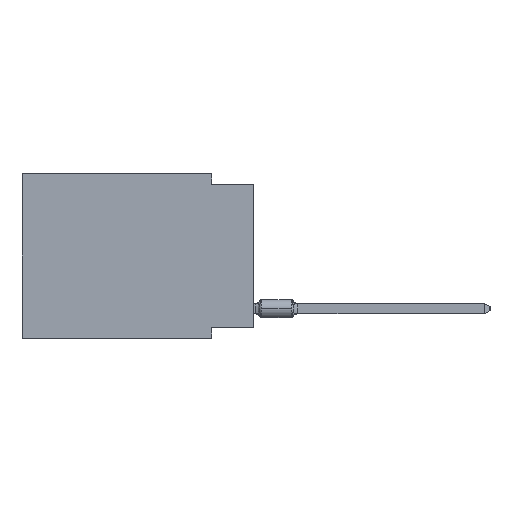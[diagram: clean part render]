
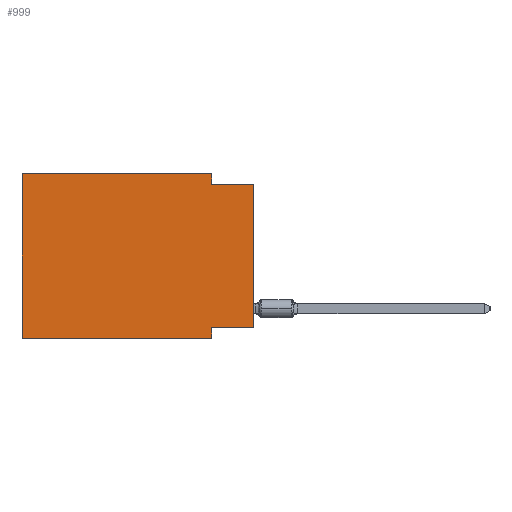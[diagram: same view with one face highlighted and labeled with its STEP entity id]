
A CAD part, left-side view. The second image highlights one B-rep face of the part: STEP entity #999.
In plain terms, the highlighted planar face has unit normal (-1, 0, 0).
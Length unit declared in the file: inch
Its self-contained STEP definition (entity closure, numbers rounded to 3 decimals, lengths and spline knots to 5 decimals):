
#692 = ORIENTED_EDGE ( 'NONE', *, *, #8491, .F. ) ;
#908 = LINE ( 'NONE', #13303, #25381 ) ;
#999 = ADVANCED_FACE ( 'NONE', ( #37518 ), #11931, .F. ) ;
#1500 = LINE ( 'NONE', #25896, #39832 ) ;
#2221 = CARTESIAN_POINT ( 'NONE',  ( 0., 0.55, -0.39 ) ) ;
#2760 = ORIENTED_EDGE ( 'NONE', *, *, #25751, .F. ) ;
#2787 = DIRECTION ( 'NONE',  ( 1., 0., 0. ) ) ;
#3220 = VERTEX_POINT ( 'NONE', #10595 ) ;
#4515 = EDGE_CURVE ( 'NONE', #8112, #6558, #908, .T. ) ;
#5675 = VERTEX_POINT ( 'NONE', #16367 ) ;
#6065 = CARTESIAN_POINT ( 'NONE',  ( 0., 0., -0.025 ) ) ;
#6418 = DIRECTION ( 'NONE',  ( 0., 0., -1. ) ) ;
#6558 = VERTEX_POINT ( 'NONE', #14023 ) ;
#7547 = CARTESIAN_POINT ( 'NONE',  ( 0., 0.1, 0. ) ) ;
#7672 = VECTOR ( 'NONE', #34170, 39.37008 ) ;
#8112 = VERTEX_POINT ( 'NONE', #11301 ) ;
#8491 = EDGE_CURVE ( 'NONE', #6558, #26053, #1500, .T. ) ;
#9508 = VECTOR ( 'NONE', #32201, 39.37008 ) ;
#9670 = CARTESIAN_POINT ( 'NONE',  ( 0., 0.55, 0. ) ) ;
#10588 = CARTESIAN_POINT ( 'NONE',  ( 0., 0.1, -0.365 ) ) ;
#10595 = CARTESIAN_POINT ( 'NONE',  ( 0., 0., -0.025 ) ) ;
#11301 = CARTESIAN_POINT ( 'NONE',  ( 0., 0.55, -0.39 ) ) ;
#11427 = VECTOR ( 'NONE', #26722, 39.37008 ) ;
#11931 = PLANE ( 'NONE',  #36591 ) ;
#12960 = ORIENTED_EDGE ( 'NONE', *, *, #16717, .T. ) ;
#13303 = CARTESIAN_POINT ( 'NONE',  ( 0., 0.55, 0. ) ) ;
#14023 = CARTESIAN_POINT ( 'NONE',  ( 0., 0.55, 0. ) ) ;
#15742 = VECTOR ( 'NONE', #36757, 39.37008 ) ;
#15992 = ORIENTED_EDGE ( 'NONE', *, *, #28181, .F. ) ;
#16367 = CARTESIAN_POINT ( 'NONE',  ( 0., 0., -0.365 ) ) ;
#16515 = VERTEX_POINT ( 'NONE', #31918 ) ;
#16717 = EDGE_CURVE ( 'NONE', #8112, #16515, #35764, .T. ) ;
#18352 = CARTESIAN_POINT ( 'NONE',  ( 0., 0.1, -0.025 ) ) ;
#19207 = VERTEX_POINT ( 'NONE', #18352 ) ;
#20208 = CARTESIAN_POINT ( 'NONE',  ( 0., 0., -0.365 ) ) ;
#22229 = CARTESIAN_POINT ( 'NONE',  ( 0., 0., 0. ) ) ;
#22589 = VECTOR ( 'NONE', #39417, 39.37008 ) ;
#23265 = EDGE_CURVE ( 'NONE', #5675, #3220, #36500, .T. ) ;
#23648 = LINE ( 'NONE', #20208, #32630 ) ;
#24627 = LINE ( 'NONE', #33769, #7672 ) ;
#25381 = VECTOR ( 'NONE', #32216, 39.37008 ) ;
#25751 = EDGE_CURVE ( 'NONE', #5675, #32606, #23648, .T. ) ;
#25896 = CARTESIAN_POINT ( 'NONE',  ( 0., 0.55, 0. ) ) ;
#26053 = VERTEX_POINT ( 'NONE', #7547 ) ;
#26627 = EDGE_LOOP ( 'NONE', ( #28159, #31854, #29592, #692, #29753, #12960, #15992, #2760 ) ) ;
#26722 = DIRECTION ( 'NONE',  ( 0., 0., -1. ) ) ;
#26827 = EDGE_CURVE ( 'NONE', #19207, #3220, #27823, .T. ) ;
#27823 = LINE ( 'NONE', #6065, #15742 ) ;
#28159 = ORIENTED_EDGE ( 'NONE', *, *, #23265, .T. ) ;
#28181 = EDGE_CURVE ( 'NONE', #32606, #16515, #39119, .T. ) ;
#29592 = ORIENTED_EDGE ( 'NONE', *, *, #31266, .F. ) ;
#29753 = ORIENTED_EDGE ( 'NONE', *, *, #4515, .F. ) ;
#31266 = EDGE_CURVE ( 'NONE', #26053, #19207, #24627, .T. ) ;
#31854 = ORIENTED_EDGE ( 'NONE', *, *, #26827, .F. ) ;
#31918 = CARTESIAN_POINT ( 'NONE',  ( 0., 0.1, -0.39 ) ) ;
#31996 = DIRECTION ( 'NONE',  ( 0., -1., 0. ) ) ;
#32201 = DIRECTION ( 'NONE',  ( 0., 0., 1. ) ) ;
#32216 = DIRECTION ( 'NONE',  ( 0., 0., 1. ) ) ;
#32606 = VERTEX_POINT ( 'NONE', #10588 ) ;
#32630 = VECTOR ( 'NONE', #38703, 39.37008 ) ;
#33769 = CARTESIAN_POINT ( 'NONE',  ( 0., 0.1, 0. ) ) ;
#34170 = DIRECTION ( 'NONE',  ( 0., 0., -1. ) ) ;
#35764 = LINE ( 'NONE', #2221, #22589 ) ;
#36500 = LINE ( 'NONE', #22229, #9508 ) ;
#36591 = AXIS2_PLACEMENT_3D ( 'NONE', #9670, #2787, #6418 ) ;
#36757 = DIRECTION ( 'NONE',  ( 0., -1., 0. ) ) ;
#37518 = FACE_OUTER_BOUND ( 'NONE', #26627, .T. ) ;
#38703 = DIRECTION ( 'NONE',  ( 0., 1., 0. ) ) ;
#39119 = LINE ( 'NONE', #39320, #11427 ) ;
#39320 = CARTESIAN_POINT ( 'NONE',  ( 0., 0.1, -0.39 ) ) ;
#39417 = DIRECTION ( 'NONE',  ( 0., -1., 0. ) ) ;
#39832 = VECTOR ( 'NONE', #31996, 39.37008 ) ;
